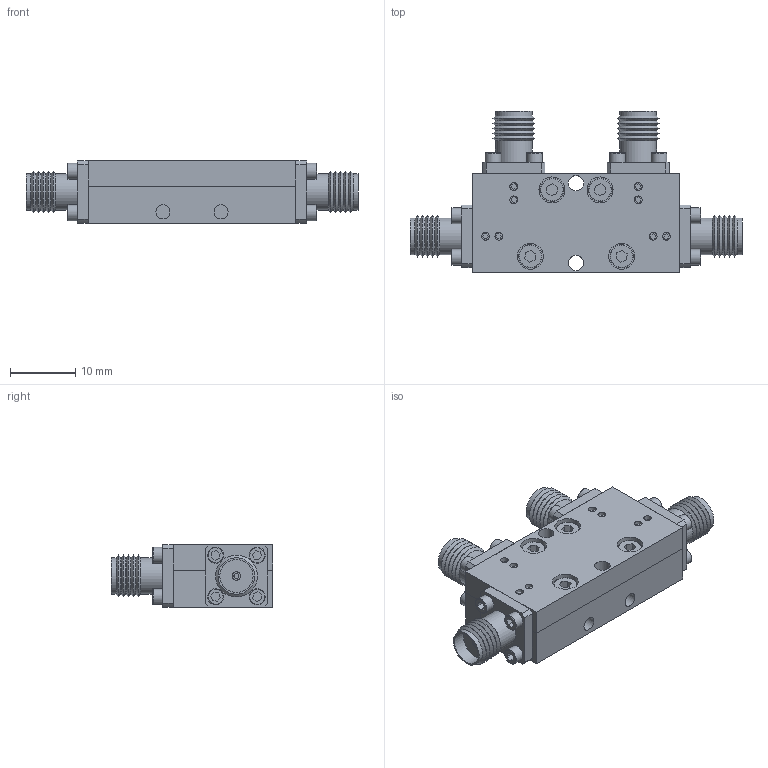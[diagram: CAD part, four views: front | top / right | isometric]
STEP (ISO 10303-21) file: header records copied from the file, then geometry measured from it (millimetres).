
FILE_DESCRIPTION(('HOOPS Exchange Step'),'2;1');
FILE_NAME('export-271A7288-C7A9-4551-8ACC-4448A91CBB3A.stp','2020-12-16T19:14:56+19:00',('ewerbel'),('Alibre'),'HOOPS Exchange 2020.1','Alibre','Unknown authorisation');
FILE_SCHEMA( ('AP242_MANAGED_MODEL_BASED_3D_ENGINEERING_MIM_LF {1 0 10303 442 1 1 4 }') );
Length unit declared in the file: inch
Products named in the file (8): M-Q2030-1-REVB; M-Q2030-2-REV-A; J-1001; #0080-0188_Socket_Cap; J-1001-Screws; #0256-0250_Socket_Cap; #0080-0125_SetScrew; OL-Q2030
Assembly tree (31 placements, depth 3):
  OL-Q2030
    M-Q2030-1-REVB
    M-Q2030-2-REV-A
    J-1001-Screws  x2
      J-1001
      #0080-0188_Socket_Cap
    #0080-0188_Socket_Cap  x8
    J-1001  x2
    #0256-0250_Socket_Cap  x4
    #0080-0125_SetScrew  x8
Bounding box: 50.8 x 24.77 x 9.65 mm (x, y, z)
Volume: 5321.5 mm3; surface area: 7021.8 mm2
Topology: 34 solids, 34 shells, 707 faces, 1963 edges, 1403 vertices
Faces by surface type: plane 357, cylinder 214, torus 84, cone 52
Full cylindrical faces by diameter (mm): 0.381 x4, 0.762 x4, 1.181 x24, 1.27 x4, 1.524 x16, 1.676 x56, 1.694 x4, 1.702 x16, 2.108 x4, 2.156 x2, 2.362 x8, 2.438 x16, 3.556 x4, 3.962 x4, 5.08 x4, 5.588 x24
Entity records: 7054 total; most frequent: DIRECTION 1317, CARTESIAN_POINT 1174, ORIENTED_EDGE 1082, AXIS2_PLACEMENT_3D 541, EDGE_CURVE 541, VERTEX_POINT 398, CIRCLE 306, EDGE_LOOP 261
